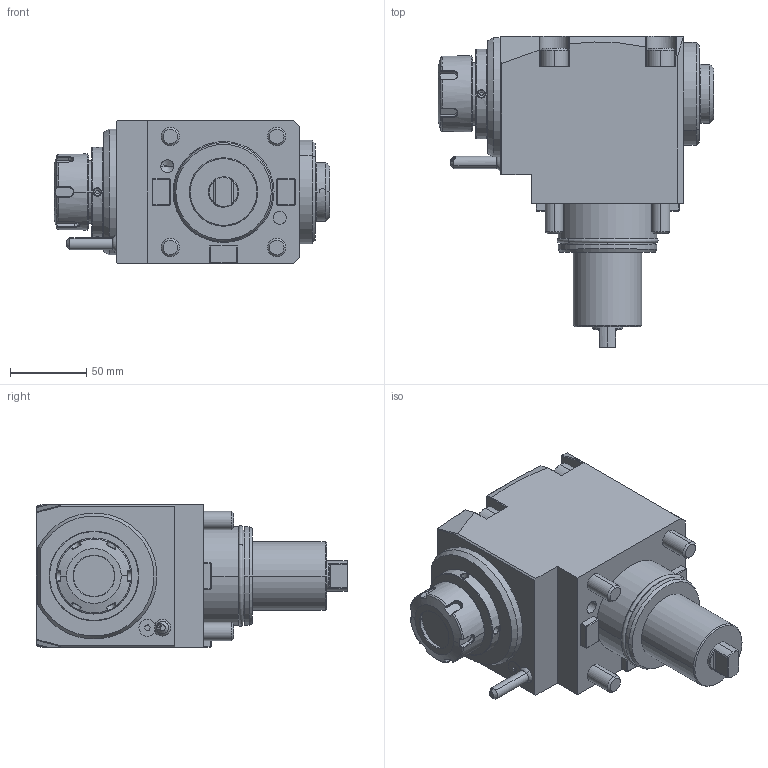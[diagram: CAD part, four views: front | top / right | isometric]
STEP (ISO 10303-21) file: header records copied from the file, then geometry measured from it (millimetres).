
FILE_DESCRIPTION((''),'2;1');
FILE_NAME('NGT2_65_201_32_3_3_72_EM1','2023-09-25T',('vali'),('NOVA GRUP'),'PRO/ENGINEER BY PARAMETRIC TECHNOLOGY CORPORATION, 2010280','PRO/ENGINEER BY PARAMETRIC TECHNOLOGY CORPORATION, 2010280','');
FILE_SCHEMA(('CONFIG_CONTROL_DESIGN'));
Length unit declared in the file: millimetre
Products named in the file (1): NGT2_65_201_32_3_3_72_EM1
Bounding box: 181.1 x 205 x 94 mm (x, y, z)
Volume: 1539339.3 mm3; surface area: 110554.9 mm2
Topology: 2 solids, 2 shells, 445 faces, 1083 edges, 672 vertices
Faces by surface type: plane 217, cylinder 112, cone 60, bspline 34, torus 20, sphere 2
Entity records: 17520 total; most frequent: CARTESIAN_POINT 7529, ORIENTED_EDGE 2162, DIRECTION 1859, EDGE_CURVE 1081, VERTEX_POINT 672, VECTOR 621, LINE 621, AXIS2_PLACEMENT_3D 619
